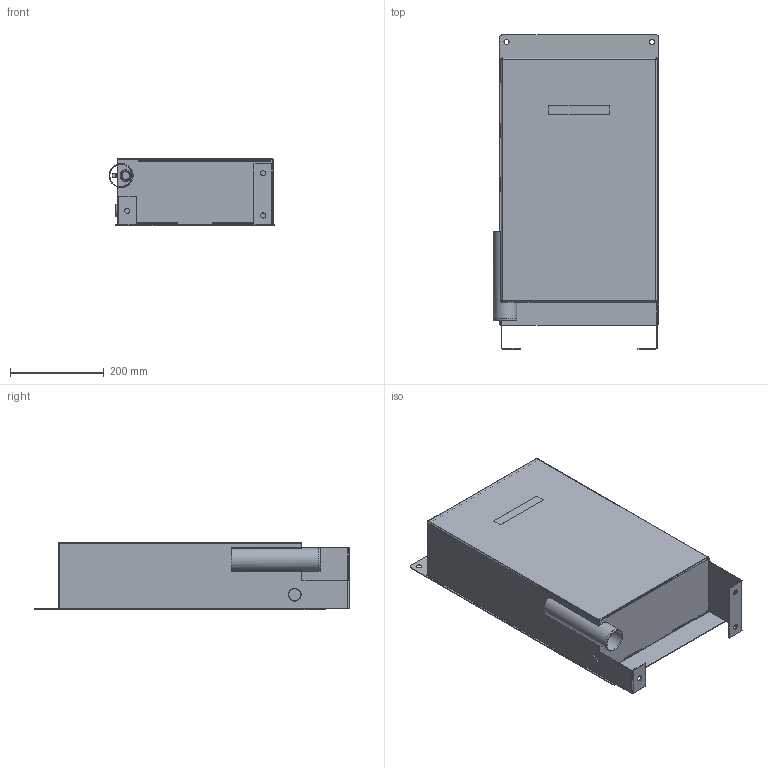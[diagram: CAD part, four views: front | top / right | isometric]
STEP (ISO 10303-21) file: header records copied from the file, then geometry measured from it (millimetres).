
FILE_DESCRIPTION(/* description */ (''),/* implementation_level */ '2;1');
FILE_NAME(/* name */ '29.964.stp',/* time_stamp */ '2019-03-07T07:55:04+01:00',/* author */ ('d.raschle'),/* organization */ (''),/* preprocessor_version */ 'ST-DEVELOPER v16.1',/* originating_system */ 'Autodesk Inventor 2016',/* authorisation */ '');
FILE_SCHEMA (('AUTOMOTIVE_DESIGN { 1 0 10303 214 3 1 1 }'));
Length unit declared in the file: millimetre
Products named in the file (1): Bauteil8
Bounding box: 353.5 x 670.5 x 143.05 mm (x, y, z)
Volume: 1007470.4 mm3; surface area: 1338434.7 mm2
Topology: 1 solids, 2 shells, 324 faces, 891 edges, 565 vertices
Faces by surface type: plane 154, cylinder 146, cone 20, torus 2, bspline 1, sphere 1
Full cylindrical faces by diameter (mm): 5 x1, 10 x79, 11 x5, 17 x1, 25 x2, 47 x1, 50 x1
Entity records: 12955 total; most frequent: CARTESIAN_POINT 4268, DIRECTION 1734, ORIENTED_EDGE 1566, EDGE_CURVE 781, AXIS2_PLACEMENT_3D 657, EDGE_LOOP 600, VERTEX_POINT 551, LINE 420
